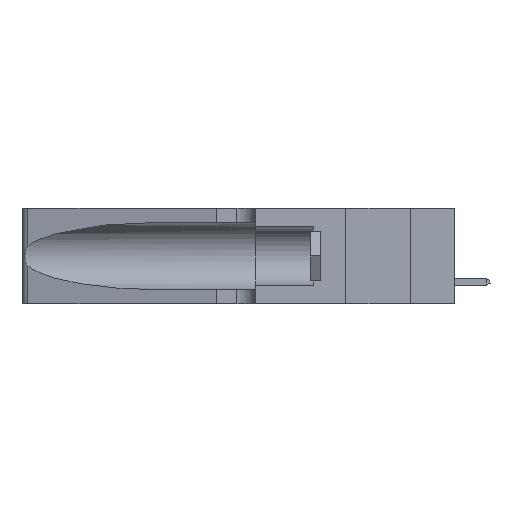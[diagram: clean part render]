
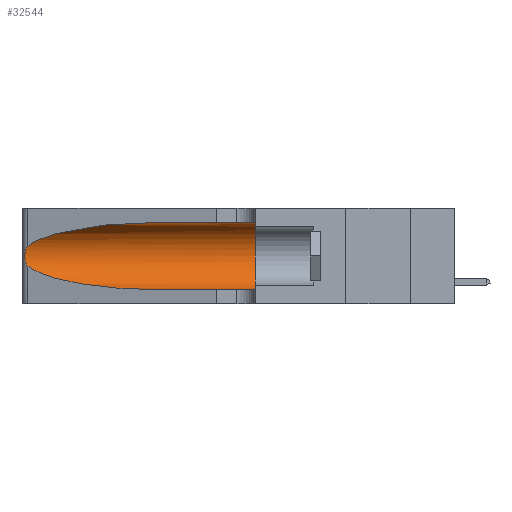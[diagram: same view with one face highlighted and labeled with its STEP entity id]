
A CAD part, left-side view. The second image highlights one B-rep face of the part: STEP entity #32544.
In plain terms, the highlighted cylindrical face has radius 3.308 mm (diameter 6.617 mm), a partial arc.
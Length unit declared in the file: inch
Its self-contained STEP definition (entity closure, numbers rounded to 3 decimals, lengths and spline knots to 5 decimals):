
#649 = CARTESIAN_POINT ( 'NONE',  ( 0.25487, 1.22718, 0.22369 ) ) ;
#883 = VERTEX_POINT ( 'NONE', #8876 ) ;
#1179 = CARTESIAN_POINT ( 'NONE',  ( 0.1305, 0.72297, 0.05475 ) ) ;
#1985 = DIRECTION ( 'NONE',  ( 0., -1., 0. ) ) ;
#2390 = EDGE_CURVE ( 'NONE', #19504, #22318, #31770, .T. ) ;
#2743 = ORIENTED_EDGE ( 'NONE', *, *, #21394, .T. ) ;
#3213 = CARTESIAN_POINT ( 'NONE',  ( 0.1305, 0.72297, 0.05475 ) ) ;
#6401 = CARTESIAN_POINT ( 'NONE',  ( 0.25487, 1.22718, 0.14631 ) ) ;
#6800 = CARTESIAN_POINT ( 'NONE',  ( 0.18966, 0.96281, 0.05475 ) ) ;
#7514 = CARTESIAN_POINT ( 'NONE',  ( 0.1305, 1.61858, 0.185 ) ) ;
#7663 = CARTESIAN_POINT ( 'NONE',  ( 0.25639, 1.23184, 0.21858 ) ) ;
#7866 = FACE_OUTER_BOUND ( 'NONE', #9051, .T. ) ;
#8160 = ORIENTED_EDGE ( 'NONE', *, *, #15936, .T. ) ;
#8876 = CARTESIAN_POINT ( 'NONE',  ( 0.1305, 0.35, 0.31525 ) ) ;
#9051 = EDGE_LOOP ( 'NONE', ( #24584, #30131, #8160, #2743, #34275, #27460 ) ) ;
#9106 = CARTESIAN_POINT ( 'NONE',  ( 0.18966, 0.96281, 0.31525 ) ) ;
#9844 = CARTESIAN_POINT ( 'NONE',  ( 0.25487, 1.22718, 0.22369 ) ) ;
#11365 = CARTESIAN_POINT ( 'NONE',  ( 0.1305, 0.35, 0.05475 ) ) ;
#12452 = B_SPLINE_CURVE_WITH_KNOTS ( 'NONE', 3,
 ( #649, #31357, #7663, #41383, #15357, #28154, #25283, #22092, #32060, #22518, #42352, #25852, #25992, #42489 ),
 .UNSPECIFIED., .F., .F.,
 ( 4, 2, 2, 2, 2, 2, 4 ),
 ( 0., 0.00027, 0.00053, 0.00107, 0.0016, 0.00187, 0.00214 ),
 .UNSPECIFIED. ) ;
#12734 = CARTESIAN_POINT ( 'NONE',  ( 0.1305, 0.35, 0.185 ) ) ;
#13169 = EDGE_CURVE ( 'NONE', #19504, #883, #17524, .T. ) ;
#14037 = DIRECTION ( 'NONE',  ( 0., -1., 0. ) ) ;
#14277 = AXIS2_PLACEMENT_3D ( 'NONE', #7514, #14037, #23976 ) ;
#15357 = CARTESIAN_POINT ( 'NONE',  ( 0.25854, 1.2359, 0.20912 ) ) ;
#15936 = EDGE_CURVE ( 'NONE', #30816, #24549, #20074, .T. ) ;
#16018 = VECTOR ( 'NONE', #41685, 39.37008 ) ;
#16098 = DIRECTION ( 'NONE',  ( 0., 1., 0. ) ) ;
#16370 = DIRECTION ( 'NONE',  ( 0., 0., 1. ) ) ;
#16378 = CARTESIAN_POINT ( 'NONE',  ( 0.2373, 1.15595, 0.08982 ) ) ;
#16723 = CARTESIAN_POINT ( 'NONE',  ( 0.25487, 1.22718, 0.22369 ) ) ;
#17524 = LINE ( 'NONE', #31654, #16018 ) ;
#19504 = VERTEX_POINT ( 'NONE', #21100 ) ;
#20074 =( BOUNDED_CURVE ( )  B_SPLINE_CURVE ( 3, ( #6401, #16378, #6800, #3213 ),
 .UNSPECIFIED., .F., .F. ) 
 B_SPLINE_CURVE_WITH_KNOTS ( ( 4, 4 ),
 ( 3.44316, 4.71239 ),
 .UNSPECIFIED. ) 
 CURVE ( )  GEOMETRIC_REPRESENTATION_ITEM ( )  RATIONAL_B_SPLINE_CURVE ( ( 1., 0.87, 0.87, 1. ) ) 
 REPRESENTATION_ITEM ( '' )  );
#20727 = CARTESIAN_POINT ( 'NONE',  ( 0.25487, 1.22718, 0.14631 ) ) ;
#21096 = CIRCLE ( 'NONE', #41335, 0.13025 ) ;
#21100 = CARTESIAN_POINT ( 'NONE',  ( 0.1305, 0.72297, 0.31525 ) ) ;
#21394 = EDGE_CURVE ( 'NONE', #24549, #21757, #37915, .T. ) ;
#21757 = VERTEX_POINT ( 'NONE', #11365 ) ;
#22092 = CARTESIAN_POINT ( 'NONE',  ( 0.26075, 1.23896, 0.178 ) ) ;
#22288 = EDGE_CURVE ( 'NONE', #22318, #30816, #12452, .T. ) ;
#22318 = VERTEX_POINT ( 'NONE', #9844 ) ;
#22518 = CARTESIAN_POINT ( 'NONE',  ( 0.25856, 1.23593, 0.16098 ) ) ;
#23325 = EDGE_CURVE ( 'NONE', #883, #21757, #21096, .T. ) ;
#23976 = DIRECTION ( 'NONE',  ( 0., 0., -1. ) ) ;
#24549 = VERTEX_POINT ( 'NONE', #1179 ) ;
#24584 = ORIENTED_EDGE ( 'NONE', *, *, #2390, .T. ) ;
#25044 = VECTOR ( 'NONE', #1985, 39.37008 ) ;
#25283 = CARTESIAN_POINT ( 'NONE',  ( 0.26075, 1.23896, 0.19203 ) ) ;
#25852 = CARTESIAN_POINT ( 'NONE',  ( 0.25639, 1.23186, 0.15144 ) ) ;
#25992 = CARTESIAN_POINT ( 'NONE',  ( 0.25555, 1.22993, 0.14849 ) ) ;
#27460 = ORIENTED_EDGE ( 'NONE', *, *, #13169, .F. ) ;
#28154 = CARTESIAN_POINT ( 'NONE',  ( 0.26018, 1.23835, 0.19895 ) ) ;
#28336 = CARTESIAN_POINT ( 'NONE',  ( 0.1305, 1.61858, 0.05475 ) ) ;
#30131 = ORIENTED_EDGE ( 'NONE', *, *, #22288, .T. ) ;
#30816 = VERTEX_POINT ( 'NONE', #20727 ) ;
#31357 = CARTESIAN_POINT ( 'NONE',  ( 0.25555, 1.22994, 0.2215 ) ) ;
#31654 = CARTESIAN_POINT ( 'NONE',  ( 0.1305, 1.61858, 0.31525 ) ) ;
#31770 =( BOUNDED_CURVE ( )  B_SPLINE_CURVE ( 3, ( #41658, #9106, #39248, #16723 ),
 .UNSPECIFIED., .F., .T. ) 
 B_SPLINE_CURVE_WITH_KNOTS ( ( 4, 4 ),
 ( 1.5708, 2.84003 ),
 .UNSPECIFIED. ) 
 CURVE ( )  GEOMETRIC_REPRESENTATION_ITEM ( )  RATIONAL_B_SPLINE_CURVE ( ( 1., 0.87, 0.87, 1. ) ) 
 REPRESENTATION_ITEM ( '' )  );
#32060 = CARTESIAN_POINT ( 'NONE',  ( 0.26017, 1.23833, 0.17102 ) ) ;
#32544 = ADVANCED_FACE ( 'NONE', ( #7866 ), #41907, .F. ) ;
#34275 = ORIENTED_EDGE ( 'NONE', *, *, #23325, .F. ) ;
#37915 = LINE ( 'NONE', #28336, #25044 ) ;
#39248 = CARTESIAN_POINT ( 'NONE',  ( 0.2373, 1.15595, 0.28018 ) ) ;
#41335 = AXIS2_PLACEMENT_3D ( 'NONE', #12734, #16098, #16370 ) ;
#41383 = CARTESIAN_POINT ( 'NONE',  ( 0.25787, 1.23484, 0.2124 ) ) ;
#41658 = CARTESIAN_POINT ( 'NONE',  ( 0.1305, 0.72297, 0.31525 ) ) ;
#41685 = DIRECTION ( 'NONE',  ( 0., -1., 0. ) ) ;
#41907 = CYLINDRICAL_SURFACE ( 'NONE', #14277, 0.13025 ) ;
#42352 = CARTESIAN_POINT ( 'NONE',  ( 0.25789, 1.23486, 0.15765 ) ) ;
#42489 = CARTESIAN_POINT ( 'NONE',  ( 0.25487, 1.22718, 0.14631 ) ) ;
